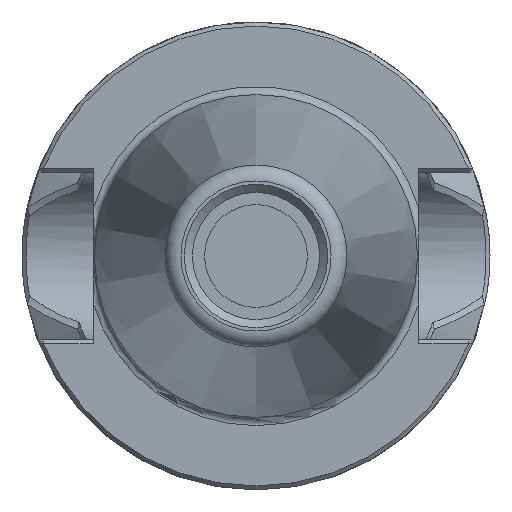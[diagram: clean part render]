
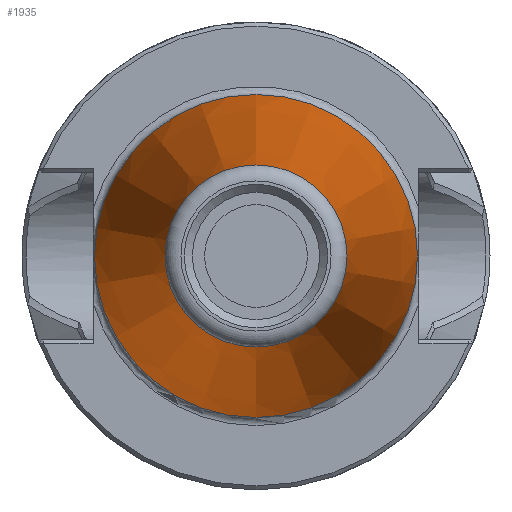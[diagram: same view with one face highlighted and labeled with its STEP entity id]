
A CAD part, left-side view. The second image highlights one B-rep face of the part: STEP entity #1935.
In plain terms, the highlighted conical face has half-angle 8.374 degrees and reference radius 8.603 mm.
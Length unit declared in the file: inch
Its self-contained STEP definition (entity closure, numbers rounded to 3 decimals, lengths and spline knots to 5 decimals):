
#1901=CARTESIAN_POINT('',(0.0534,0.,-0.35235));
#1902=VERTEX_POINT('',#1901);
#1903=CARTESIAN_POINT('',(0.0534,0.,0.));
#1904=DIRECTION('',(1.0,0.0,0.0));
#1905=DIRECTION('',(0.0,0.0,-1.0));
#1906=AXIS2_PLACEMENT_3D('',#1903,#1904,#1905);
#1907=CIRCLE('',#1906,0.35235);
#1908=EDGE_CURVE('',#1902,#1902,#1907,.T.);
#1916=CARTESIAN_POINT('',(-0.03921,0.,0.));
#1917=DIRECTION('',(1.0,0.0,0.0));
#1918=DIRECTION('',(0.0,0.0,-1.0));
#1919=AXIS2_PLACEMENT_3D('',#1916,#1917,#1918);
#1920=CONICAL_SURFACE('',#1919,0.33872,8.374);
#1921=CARTESIAN_POINT('',(1.90551,0.0,-0.625));
#1922=VERTEX_POINT('',#1921);
#1923=CARTESIAN_POINT('',(1.90551,0.0,0.0));
#1924=DIRECTION('',(1.0,0.0,0.0));
#1925=DIRECTION('',(0.0,0.0,-1.0));
#1926=AXIS2_PLACEMENT_3D('',#1923,#1924,#1925);
#1927=CIRCLE('',#1926,0.625);
#1928=EDGE_CURVE('',#1922,#1922,#1927,.T.);
#1929=ORIENTED_EDGE('',*,*,#1928,.F.);
#1930=EDGE_LOOP('',(#1929));
#1931=FACE_OUTER_BOUND('',#1930,.T.);
#1932=ORIENTED_EDGE('',*,*,#1908,.T.);
#1933=EDGE_LOOP('',(#1932));
#1934=FACE_BOUND('',#1933,.T.);
#1935=ADVANCED_FACE('',(#1931,#1934),#1920,.T.);
